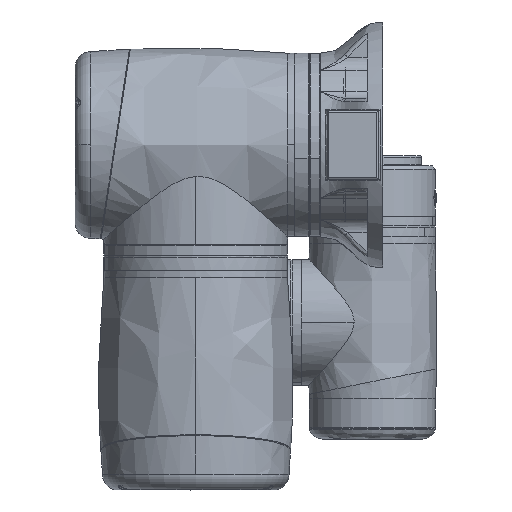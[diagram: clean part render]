
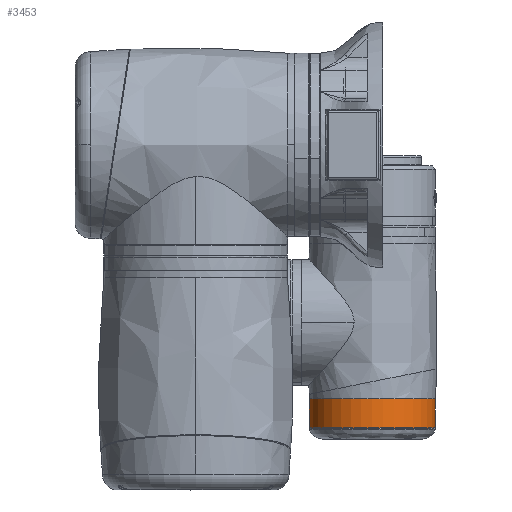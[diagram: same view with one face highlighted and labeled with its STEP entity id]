
A CAD part, left-side view. The second image highlights one B-rep face of the part: STEP entity #3453.
In plain terms, the highlighted cylindrical face has radius 40.5 mm (diameter 81 mm), a partial arc.
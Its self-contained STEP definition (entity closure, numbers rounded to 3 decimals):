
#411 = ORIENTED_EDGE ( 'NONE', *, *, #48405, .T. ) ;
#3453 = ADVANCED_FACE ( 'NONE', ( #72596 ), #50954, .T. ) ;
#6180 = CARTESIAN_POINT ( 'NONE',  ( -40.5, 117., 0. ) ) ;
#7530 = VERTEX_POINT ( 'NONE', #25908 ) ;
#13241 = DIRECTION ( 'NONE',  ( 0., -1., 0. ) ) ;
#15782 = CIRCLE ( 'NONE', #25930, 40.5 ) ;
#16585 = LINE ( 'NONE', #30843, #53623 ) ;
#22041 = CARTESIAN_POINT ( 'NONE',  ( 40.5, 117., 0. ) ) ;
#24393 = DIRECTION ( 'NONE',  ( 0., -1., 0. ) ) ;
#25908 = CARTESIAN_POINT ( 'NONE',  ( 40.5, 135.5, 0. ) ) ;
#25930 = AXIS2_PLACEMENT_3D ( 'NONE', #95503, #37621, #71385 ) ;
#28975 = VERTEX_POINT ( 'NONE', #100026 ) ;
#29310 = EDGE_CURVE ( 'NONE', #92825, #28975, #32513, .T. ) ;
#30752 = AXIS2_PLACEMENT_3D ( 'NONE', #89838, #24393, #96225 ) ;
#30843 = CARTESIAN_POINT ( 'NONE',  ( 40.5, 8.5, 0. ) ) ;
#30905 = DIRECTION ( 'NONE',  ( 0., 0., 1. ) ) ;
#32513 = CIRCLE ( 'NONE', #64174, 40.5 ) ;
#33457 = CARTESIAN_POINT ( 'NONE',  ( 0., 135.5, 40.5 ) ) ;
#37621 = DIRECTION ( 'NONE',  ( 0., -1., 0. ) ) ;
#37870 = ORIENTED_EDGE ( 'NONE', *, *, #102119, .F. ) ;
#38547 = DIRECTION ( 'NONE',  ( 0., -1., 0. ) ) ;
#45637 = AXIS2_PLACEMENT_3D ( 'NONE', #79293, #104805, #30905 ) ;
#48405 = EDGE_CURVE ( 'NONE', #28975, #89552, #103288, .T. ) ;
#50954 = CYLINDRICAL_SURFACE ( 'NONE', #30752, 40.5 ) ;
#52564 = VERTEX_POINT ( 'NONE', #22041 ) ;
#53623 = VECTOR ( 'NONE', #88423, 1000. ) ;
#54233 = CARTESIAN_POINT ( 'NONE',  ( -40.5, 8.5, 0. ) ) ;
#54945 = VECTOR ( 'NONE', #13241, 1000. ) ;
#55043 = EDGE_CURVE ( 'NONE', #7530, #92825, #105451, .T. ) ;
#59507 = ORIENTED_EDGE ( 'NONE', *, *, #71951, .F. ) ;
#64174 = AXIS2_PLACEMENT_3D ( 'NONE', #94300, #38547, #69798 ) ;
#69798 = DIRECTION ( 'NONE',  ( 0., 0., 1. ) ) ;
#71385 = DIRECTION ( 'NONE',  ( -1., 0., 0. ) ) ;
#71951 = EDGE_CURVE ( 'NONE', #7530, #52564, #16585, .T. ) ;
#72596 = FACE_OUTER_BOUND ( 'NONE', #96543, .T. ) ;
#79293 = CARTESIAN_POINT ( 'NONE',  ( 0., 135.5, 0. ) ) ;
#88423 = DIRECTION ( 'NONE',  ( 0., -1., 0. ) ) ;
#89552 = VERTEX_POINT ( 'NONE', #6180 ) ;
#89838 = CARTESIAN_POINT ( 'NONE',  ( 0., 8.5, 0. ) ) ;
#92825 = VERTEX_POINT ( 'NONE', #33457 ) ;
#94300 = CARTESIAN_POINT ( 'NONE',  ( 0., 135.5, 0. ) ) ;
#95503 = CARTESIAN_POINT ( 'NONE',  ( 0., 117., 0. ) ) ;
#96225 = DIRECTION ( 'NONE',  ( -1., 0., 0. ) ) ;
#96543 = EDGE_LOOP ( 'NONE', ( #59507, #96939, #101372, #411, #37870 ) ) ;
#96939 = ORIENTED_EDGE ( 'NONE', *, *, #55043, .T. ) ;
#100026 = CARTESIAN_POINT ( 'NONE',  ( -40.5, 135.5, 0. ) ) ;
#101372 = ORIENTED_EDGE ( 'NONE', *, *, #29310, .T. ) ;
#102119 = EDGE_CURVE ( 'NONE', #52564, #89552, #15782, .T. ) ;
#103288 = LINE ( 'NONE', #54233, #54945 ) ;
#104805 = DIRECTION ( 'NONE',  ( 0., -1., 0. ) ) ;
#105451 = CIRCLE ( 'NONE', #45637, 40.5 ) ;
